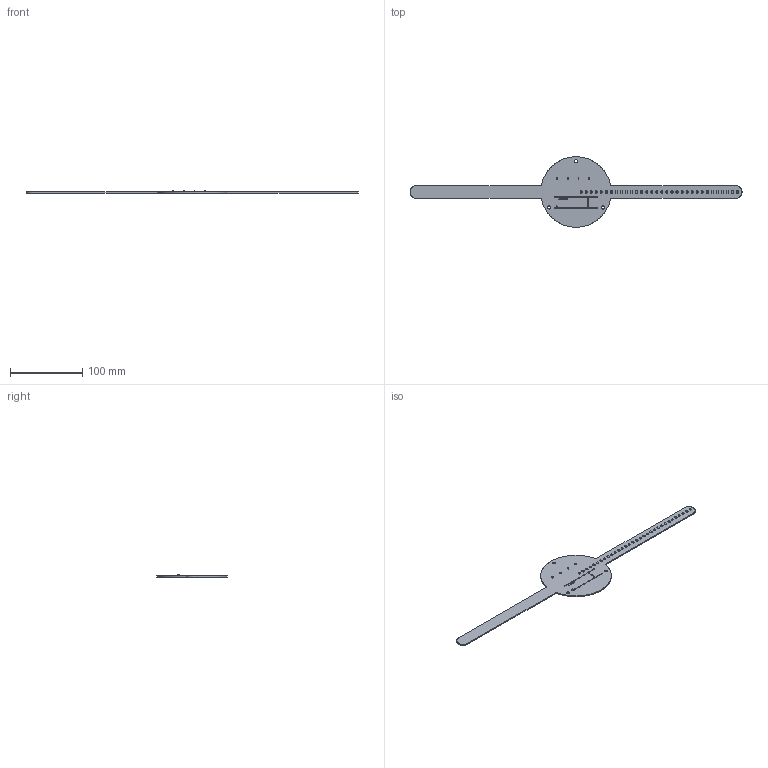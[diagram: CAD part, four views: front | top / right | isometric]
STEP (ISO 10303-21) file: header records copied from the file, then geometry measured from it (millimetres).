
FILE_DESCRIPTION(('KiCad electronic assembly'),'2;1');
FILE_NAME('Masterarbeit.step','2023-04-17T10:21:17',('Pcbnew'),('Kicad') ,'Open CASCADE STEP processor 7.6','KiCad to STEP converter','Unknown' );
FILE_SCHEMA(('AUTOMOTIVE_DESIGN { 1 0 10303 214 1 1 1 1 }'));
Length unit declared in the file: millimetre
Products named in the file (6): Masterarbeit 1; SOT-23W; SOLID; C_0805_2012Metric; PCB
Assembly tree (39 placements, depth 3):
  Masterarbeit 1
    SOT-23W  x32
      SOLID
    C_0805_2012Metric  x4
      SOLID
    PCB
Bounding box: 460 x 97.66 x 2.88 mm (x, y, z)
Volume: 22068.4 mm3; surface area: 30460.4 mm2
Topology: 37 solids, 37 shells, 2998 faces, 7596 edges, 4680 vertices
Faces by surface type: plane 1640, bspline 864, cylinder 494
Full cylindrical faces by diameter (mm): 1.11 x59, 4.3 x3
Entity records: 34165 total; most frequent: CARTESIAN_POINT 6486, DIRECTION 4902, LINE 3578, VECTOR 3578, ORIENTED_EDGE 2670, PCURVE 2670, DEFINITIONAL_REPRESENTATION 2670, EDGE_CURVE 1335
